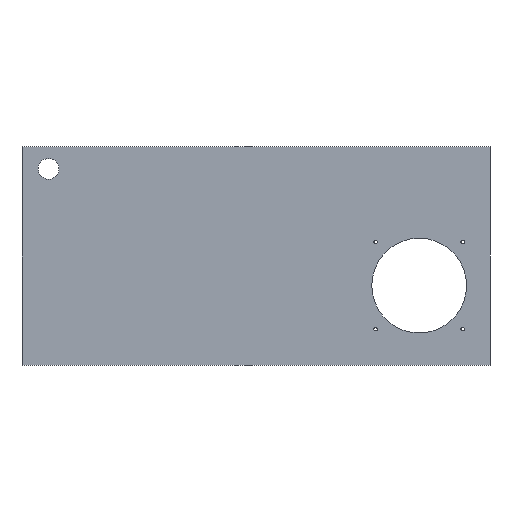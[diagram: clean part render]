
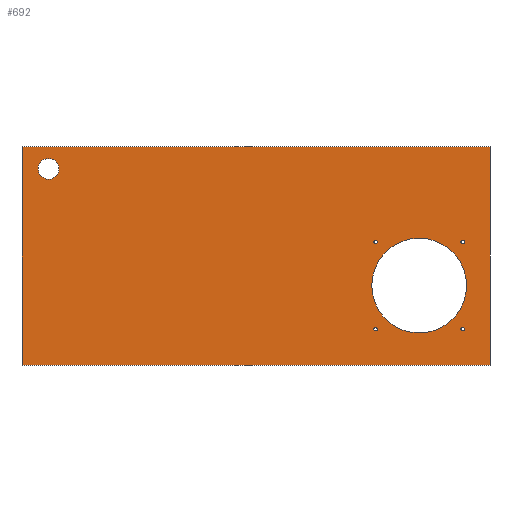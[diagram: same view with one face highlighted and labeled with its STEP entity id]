
A CAD part, front view. The second image highlights one B-rep face of the part: STEP entity #692.
In plain terms, the highlighted planar face has unit normal (0, -1, 0).
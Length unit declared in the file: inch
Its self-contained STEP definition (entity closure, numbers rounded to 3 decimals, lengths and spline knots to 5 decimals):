
#32 = CARTESIAN_POINT ( 'NONE',  ( 13.214, 0., -6.1695 ) ) ;
#54 = EDGE_CURVE ( 'NONE', #515, #1774, #1449, .T. ) ;
#55 = CIRCLE ( 'NONE', #325, 0.1 ) ;
#63 = EDGE_CURVE ( 'NONE', #111, #1425, #1496, .T. ) ;
#69 = CARTESIAN_POINT ( 'NONE',  ( 9.214, 0., -4.34667 ) ) ;
#70 = CARTESIAN_POINT ( 'NONE',  ( 13.214, 0., -6.1695 ) ) ;
#103 = DIRECTION ( 'NONE',  ( 0., 1., 0. ) ) ;
#110 = CARTESIAN_POINT ( 'NONE',  ( -13.214, 0., 6.1695 ) ) ;
#111 = VERTEX_POINT ( 'NONE', #1209 ) ;
#134 = DIRECTION ( 'NONE',  ( 0., -1., 0. ) ) ;
#142 = CARTESIAN_POINT ( 'NONE',  ( -11.714, 0., 4.9195 ) ) ;
#165 = CARTESIAN_POINT ( 'NONE',  ( 13.214, 0., -6.1695 ) ) ;
#166 = EDGE_CURVE ( 'NONE', #1774, #929, #551, .T. ) ;
#173 = CARTESIAN_POINT ( 'NONE',  ( 11.67463, 0., -4.13013 ) ) ;
#181 = ORIENTED_EDGE ( 'NONE', *, *, #771, .T. ) ;
#206 = CARTESIAN_POINT ( 'NONE',  ( 6.75337, 0., -4.03013 ) ) ;
#219 = ORIENTED_EDGE ( 'NONE', *, *, #1469, .T. ) ;
#222 = CARTESIAN_POINT ( 'NONE',  ( -11.714, 0., 5.507 ) ) ;
#238 = DIRECTION ( 'NONE',  ( 0., 0., 1. ) ) ;
#242 = DIRECTION ( 'NONE',  ( 0., 1., 0. ) ) ;
#245 = CARTESIAN_POINT ( 'NONE',  ( -13.214, 0., -6.1695 ) ) ;
#249 = CARTESIAN_POINT ( 'NONE',  ( 6.75337, 0., 0.89113 ) ) ;
#254 = AXIS2_PLACEMENT_3D ( 'NONE', #482, #1677, #1538 ) ;
#265 = DIRECTION ( 'NONE',  ( 0., 0., 1. ) ) ;
#269 = ORIENTED_EDGE ( 'NONE', *, *, #1744, .T. ) ;
#292 = VERTEX_POINT ( 'NONE', #249 ) ;
#301 = DIRECTION ( 'NONE',  ( 0., 0., -1. ) ) ;
#302 = EDGE_LOOP ( 'NONE', ( #1651, #1392 ) ) ;
#325 = AXIS2_PLACEMENT_3D ( 'NONE', #430, #989, #1593 ) ;
#350 = LINE ( 'NONE', #165, #1750 ) ;
#362 = CARTESIAN_POINT ( 'NONE',  ( 6.75337, 0., 0.79113 ) ) ;
#370 = DIRECTION ( 'NONE',  ( 0., 0., 1. ) ) ;
#409 = ORIENTED_EDGE ( 'NONE', *, *, #813, .T. ) ;
#430 = CARTESIAN_POINT ( 'NONE',  ( 11.67463, 0., -4.13013 ) ) ;
#481 = DIRECTION ( 'NONE',  ( 0., 0., 1. ) ) ;
#482 = CARTESIAN_POINT ( 'NONE',  ( 9.214, 0., -1.6695 ) ) ;
#494 = EDGE_CURVE ( 'NONE', #601, #1359, #1654, .T. ) ;
#499 = VERTEX_POINT ( 'NONE', #951 ) ;
#515 = VERTEX_POINT ( 'NONE', #32 ) ;
#516 = CIRCLE ( 'NONE', #1624, 0.1 ) ;
#536 = ORIENTED_EDGE ( 'NONE', *, *, #875, .T. ) ;
#538 = VERTEX_POINT ( 'NONE', #222 ) ;
#542 = VECTOR ( 'NONE', #1809, 39.37008 ) ;
#546 = DIRECTION ( 'NONE',  ( 0., 0., 1. ) ) ;
#551 = LINE ( 'NONE', #245, #542 ) ;
#581 = VECTOR ( 'NONE', #1151, 39.37008 ) ;
#589 = ORIENTED_EDGE ( 'NONE', *, *, #1203, .T. ) ;
#601 = VERTEX_POINT ( 'NONE', #978 ) ;
#630 = DIRECTION ( 'NONE',  ( 0., 0., 1. ) ) ;
#640 = EDGE_CURVE ( 'NONE', #929, #1692, #835, .T. ) ;
#653 = DIRECTION ( 'NONE',  ( 0., 0., 1. ) ) ;
#670 = DIRECTION ( 'NONE',  ( 0., 1., 0. ) ) ;
#676 = EDGE_LOOP ( 'NONE', ( #536, #219 ) ) ;
#681 = ORIENTED_EDGE ( 'NONE', *, *, #166, .F. ) ;
#692 = ADVANCED_FACE ( 'NONE', ( #1816, #1230, #1064, #1219, #1827, #1365, #1338 ), #891, .T. ) ;
#715 = CARTESIAN_POINT ( 'NONE',  ( 11.67463, 0., 0.79113 ) ) ;
#724 = VERTEX_POINT ( 'NONE', #880 ) ;
#742 = EDGE_LOOP ( 'NONE', ( #681, #844, #1862, #1863 ) ) ;
#755 = EDGE_CURVE ( 'NONE', #1425, #111, #1114, .T. ) ;
#761 = CARTESIAN_POINT ( 'NONE',  ( 0., 0., 0. ) ) ;
#769 = VERTEX_POINT ( 'NONE', #896 ) ;
#771 = EDGE_CURVE ( 'NONE', #724, #831, #1431, .T. ) ;
#777 = CARTESIAN_POINT ( 'NONE',  ( 6.75337, 0., -4.13013 ) ) ;
#801 = ORIENTED_EDGE ( 'NONE', *, *, #755, .T. ) ;
#813 = EDGE_CURVE ( 'NONE', #831, #724, #55, .T. ) ;
#816 = CARTESIAN_POINT ( 'NONE',  ( 13.214, 0., 6.1695 ) ) ;
#818 = CARTESIAN_POINT ( 'NONE',  ( 6.75337, 0., -4.13013 ) ) ;
#827 = AXIS2_PLACEMENT_3D ( 'NONE', #1015, #1622, #265 ) ;
#831 = VERTEX_POINT ( 'NONE', #1471 ) ;
#835 = LINE ( 'NONE', #1299, #1382 ) ;
#844 = ORIENTED_EDGE ( 'NONE', *, *, #54, .F. ) ;
#875 = EDGE_CURVE ( 'NONE', #1969, #769, #1782, .T. ) ;
#880 = CARTESIAN_POINT ( 'NONE',  ( 11.67463, 0., -4.03013 ) ) ;
#890 = AXIS2_PLACEMENT_3D ( 'NONE', #777, #1407, #481 ) ;
#891 = PLANE ( 'NONE',  #925 ) ;
#896 = CARTESIAN_POINT ( 'NONE',  ( 11.67463, 0., 0.69113 ) ) ;
#925 = AXIS2_PLACEMENT_3D ( 'NONE', #761, #134, #301 ) ;
#929 = VERTEX_POINT ( 'NONE', #110 ) ;
#951 = CARTESIAN_POINT ( 'NONE',  ( -11.714, 0., 4.332 ) ) ;
#966 = DIRECTION ( 'NONE',  ( 0., 1., 0. ) ) ;
#978 = CARTESIAN_POINT ( 'NONE',  ( 6.75337, 0., -4.23013 ) ) ;
#989 = DIRECTION ( 'NONE',  ( 0., 1., 0. ) ) ;
#1015 = CARTESIAN_POINT ( 'NONE',  ( 9.214, 0., -1.6695 ) ) ;
#1024 = AXIS2_PLACEMENT_3D ( 'NONE', #1266, #1077, #1569 ) ;
#1064 = FACE_BOUND ( 'NONE', #1522, .T. ) ;
#1068 = EDGE_LOOP ( 'NONE', ( #269, #589 ) ) ;
#1077 = DIRECTION ( 'NONE',  ( 0., 1., 0. ) ) ;
#1090 = DIRECTION ( 'NONE',  ( 0., 0., -1. ) ) ;
#1107 = DIRECTION ( 'NONE',  ( 0., 0., 1. ) ) ;
#1114 = CIRCLE ( 'NONE', #254, 2.67717 ) ;
#1140 = DIRECTION ( 'NONE',  ( 1., 0., 0. ) ) ;
#1151 = DIRECTION ( 'NONE',  ( -1., 0., 0. ) ) ;
#1203 = EDGE_CURVE ( 'NONE', #499, #538, #1384, .T. ) ;
#1209 = CARTESIAN_POINT ( 'NONE',  ( 9.214, 0., 1.00767 ) ) ;
#1219 = FACE_BOUND ( 'NONE', #676, .T. ) ;
#1230 = FACE_BOUND ( 'NONE', #302, .T. ) ;
#1263 = EDGE_CURVE ( 'NONE', #1856, #292, #1878, .T. ) ;
#1266 = CARTESIAN_POINT ( 'NONE',  ( -11.714, 0., 4.9195 ) ) ;
#1267 = EDGE_CURVE ( 'NONE', #292, #1856, #1353, .T. ) ;
#1299 = CARTESIAN_POINT ( 'NONE',  ( 13.214, 0., 6.1695 ) ) ;
#1338 = FACE_OUTER_BOUND ( 'NONE', #742, .T. ) ;
#1353 = CIRCLE ( 'NONE', #1815, 0.1 ) ;
#1359 = VERTEX_POINT ( 'NONE', #206 ) ;
#1365 = FACE_BOUND ( 'NONE', #1068, .T. ) ;
#1366 = ORIENTED_EDGE ( 'NONE', *, *, #1267, .T. ) ;
#1368 = EDGE_CURVE ( 'NONE', #1359, #601, #516, .T. ) ;
#1382 = VECTOR ( 'NONE', #1140, 39.37008 ) ;
#1384 = CIRCLE ( 'NONE', #1712, 0.5875 ) ;
#1392 = ORIENTED_EDGE ( 'NONE', *, *, #494, .T. ) ;
#1407 = DIRECTION ( 'NONE',  ( 0., 1., 0. ) ) ;
#1425 = VERTEX_POINT ( 'NONE', #69 ) ;
#1431 = CIRCLE ( 'NONE', #1907, 0.1 ) ;
#1435 = CARTESIAN_POINT ( 'NONE',  ( -13.214, 0., -6.1695 ) ) ;
#1440 = CIRCLE ( 'NONE', #1690, 0.1 ) ;
#1444 = CARTESIAN_POINT ( 'NONE',  ( 6.75337, 0., 0.79113 ) ) ;
#1449 = LINE ( 'NONE', #70, #581 ) ;
#1469 = EDGE_CURVE ( 'NONE', #769, #1969, #1440, .T. ) ;
#1471 = CARTESIAN_POINT ( 'NONE',  ( 11.67463, 0., -4.23013 ) ) ;
#1473 = CARTESIAN_POINT ( 'NONE',  ( 6.75337, 0., 0.69113 ) ) ;
#1496 = CIRCLE ( 'NONE', #827, 2.67717 ) ;
#1519 = DIRECTION ( 'NONE',  ( 0., 1., 0. ) ) ;
#1522 = EDGE_LOOP ( 'NONE', ( #181, #409 ) ) ;
#1528 = AXIS2_PLACEMENT_3D ( 'NONE', #1444, #1702, #1107 ) ;
#1535 = CARTESIAN_POINT ( 'NONE',  ( 11.67463, 0., 0.89113 ) ) ;
#1538 = DIRECTION ( 'NONE',  ( 0., 0., 1. ) ) ;
#1569 = DIRECTION ( 'NONE',  ( 0., 0., 1. ) ) ;
#1593 = DIRECTION ( 'NONE',  ( 0., 0., 1. ) ) ;
#1597 = EDGE_LOOP ( 'NONE', ( #1964, #801 ) ) ;
#1598 = CARTESIAN_POINT ( 'NONE',  ( 11.67463, 0., 0.79113 ) ) ;
#1622 = DIRECTION ( 'NONE',  ( 0., 1., 0. ) ) ;
#1624 = AXIS2_PLACEMENT_3D ( 'NONE', #818, #670, #370 ) ;
#1651 = ORIENTED_EDGE ( 'NONE', *, *, #1368, .T. ) ;
#1654 = CIRCLE ( 'NONE', #890, 0.1 ) ;
#1674 = DIRECTION ( 'NONE',  ( 0., 0., 1. ) ) ;
#1677 = DIRECTION ( 'NONE',  ( 0., 1., 0. ) ) ;
#1688 = AXIS2_PLACEMENT_3D ( 'NONE', #715, #242, #546 ) ;
#1690 = AXIS2_PLACEMENT_3D ( 'NONE', #1598, #103, #238 ) ;
#1692 = VERTEX_POINT ( 'NONE', #816 ) ;
#1702 = DIRECTION ( 'NONE',  ( 0., 1., 0. ) ) ;
#1712 = AXIS2_PLACEMENT_3D ( 'NONE', #142, #1829, #1674 ) ;
#1722 = EDGE_CURVE ( 'NONE', #1692, #515, #350, .T. ) ;
#1744 = EDGE_CURVE ( 'NONE', #538, #499, #1881, .T. ) ;
#1750 = VECTOR ( 'NONE', #1090, 39.37008 ) ;
#1774 = VERTEX_POINT ( 'NONE', #1435 ) ;
#1782 = CIRCLE ( 'NONE', #1688, 0.1 ) ;
#1809 = DIRECTION ( 'NONE',  ( 0., 0., 1. ) ) ;
#1815 = AXIS2_PLACEMENT_3D ( 'NONE', #362, #966, #653 ) ;
#1816 = FACE_BOUND ( 'NONE', #1818, .T. ) ;
#1818 = EDGE_LOOP ( 'NONE', ( #1366, #1896 ) ) ;
#1827 = FACE_BOUND ( 'NONE', #1597, .T. ) ;
#1829 = DIRECTION ( 'NONE',  ( 0., 1., 0. ) ) ;
#1856 = VERTEX_POINT ( 'NONE', #1473 ) ;
#1862 = ORIENTED_EDGE ( 'NONE', *, *, #1722, .F. ) ;
#1863 = ORIENTED_EDGE ( 'NONE', *, *, #640, .F. ) ;
#1878 = CIRCLE ( 'NONE', #1528, 0.1 ) ;
#1881 = CIRCLE ( 'NONE', #1024, 0.5875 ) ;
#1896 = ORIENTED_EDGE ( 'NONE', *, *, #1263, .T. ) ;
#1907 = AXIS2_PLACEMENT_3D ( 'NONE', #173, #1519, #630 ) ;
#1964 = ORIENTED_EDGE ( 'NONE', *, *, #63, .T. ) ;
#1969 = VERTEX_POINT ( 'NONE', #1535 ) ;
